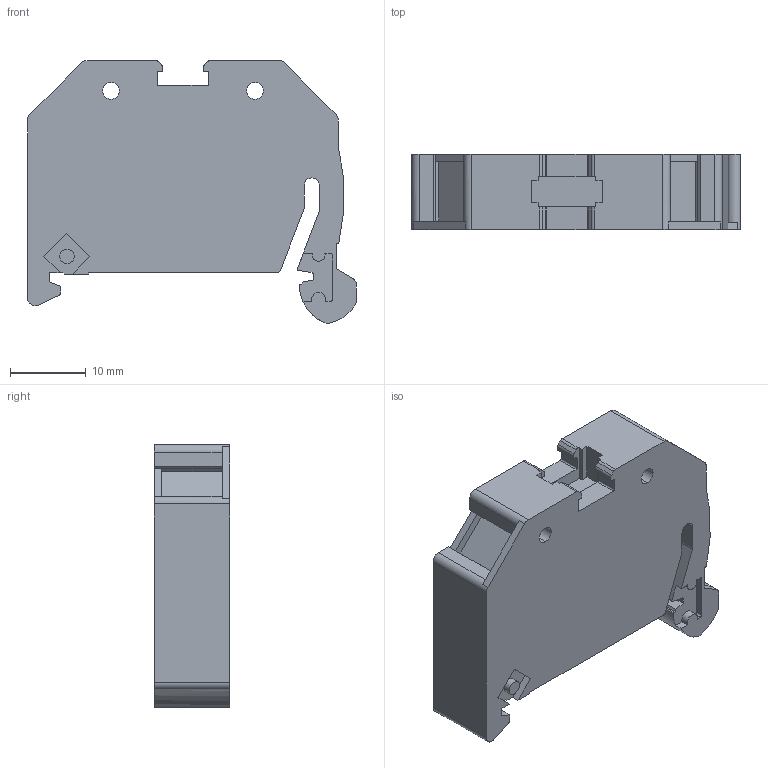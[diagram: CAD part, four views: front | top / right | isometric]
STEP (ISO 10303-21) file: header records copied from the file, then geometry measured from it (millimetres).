
FILE_DESCRIPTION (( 'STEP AP214' ), '1' );
FILE_NAME ('CA104.STEP', '2024-11-20T12:09:43', ( '' ), ( '' ), 'SwSTEP 2.0', 'SolidWorks 2022', '' );
FILE_SCHEMA (( 'AUTOMOTIVE_DESIGN' ));
Length unit declared in the file: millimetre
Products named in the file (1): CA104
Bounding box: 43.4 x 9.95 x 34.7 mm (x, y, z)
Volume: 10364.4 mm3; surface area: 4499.8 mm2
Topology: 1 solids, 1 shells, 159 faces, 466 edges, 310 vertices
Faces by surface type: plane 100, cylinder 59
Entity records: 5330 total; most frequent: CARTESIAN_POINT 936, ORIENTED_EDGE 932, DIRECTION 910, EDGE_CURVE 466, LINE 342, VECTOR 342, VERTEX_POINT 310, AXIS2_PLACEMENT_3D 284
